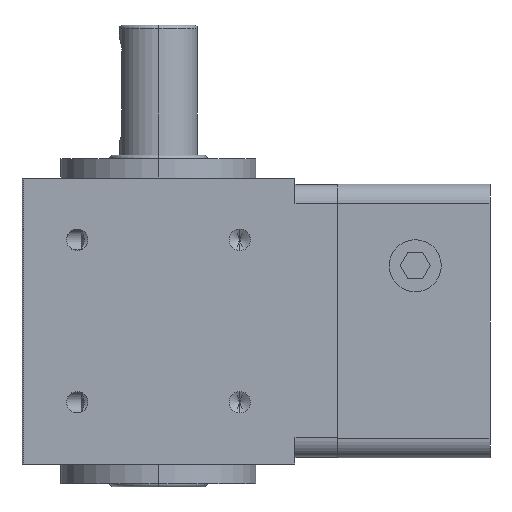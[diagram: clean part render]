
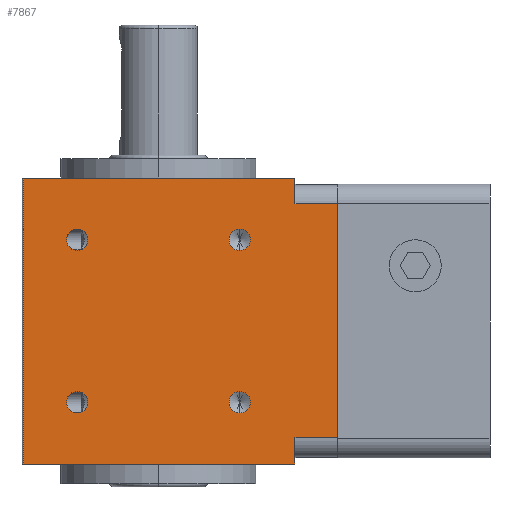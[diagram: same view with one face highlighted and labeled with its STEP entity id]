
A CAD part, left-side view. The second image highlights one B-rep face of the part: STEP entity #7867.
In plain terms, the highlighted planar face has unit normal (-1, 0, 0).
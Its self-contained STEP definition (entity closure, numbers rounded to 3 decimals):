
#243 = VERTEX_POINT ( 'NONE', #6712 ) ;
#278 = DIRECTION ( 'NONE',  ( -1., 0., 0. ) ) ;
#337 = VERTEX_POINT ( 'NONE', #5839 ) ;
#419 = EDGE_LOOP ( 'NONE', ( #2184, #1303 ) ) ;
#430 = PLANE ( 'NONE',  #2504 ) ;
#436 = DIRECTION ( 'NONE',  ( 0., 0., 1. ) ) ;
#471 = CARTESIAN_POINT ( 'NONE',  ( -21., 12.5, 12.5 ) ) ;
#492 = AXIS2_PLACEMENT_3D ( 'NONE', #2630, #3936, #2750 ) ;
#551 = ORIENTED_EDGE ( 'NONE', *, *, #1846, .F. ) ;
#554 = CARTESIAN_POINT ( 'NONE',  ( -21., -21., -22. ) ) ;
#573 = EDGE_CURVE ( 'NONE', #4292, #4195, #6330, .T. ) ;
#685 = ORIENTED_EDGE ( 'NONE', *, *, #5714, .F. ) ;
#690 = CARTESIAN_POINT ( 'NONE',  ( -21., 12.5, 12.5 ) ) ;
#698 = EDGE_CURVE ( 'NONE', #3998, #5441, #6810, .T. ) ;
#724 = EDGE_LOOP ( 'NONE', ( #551, #1602 ) ) ;
#773 = AXIS2_PLACEMENT_3D ( 'NONE', #7653, #7730, #436 ) ;
#897 = EDGE_CURVE ( 'NONE', #1572, #1596, #1668, .T. ) ;
#959 = ORIENTED_EDGE ( 'NONE', *, *, #2557, .T. ) ;
#960 = CARTESIAN_POINT ( 'NONE',  ( -21., 21., 22. ) ) ;
#992 = FACE_BOUND ( 'NONE', #1998, .T. ) ;
#1043 = EDGE_CURVE ( 'NONE', #6026, #4036, #5208, .T. ) ;
#1113 = DIRECTION ( 'NONE',  ( 0., 0., 1. ) ) ;
#1218 = DIRECTION ( 'NONE',  ( 0., 0., 1. ) ) ;
#1226 = AXIS2_PLACEMENT_3D ( 'NONE', #3375, #1856, #1218 ) ;
#1275 = AXIS2_PLACEMENT_3D ( 'NONE', #690, #3726, #7460 ) ;
#1303 = ORIENTED_EDGE ( 'NONE', *, *, #7312, .F. ) ;
#1313 = CARTESIAN_POINT ( 'NONE',  ( -21., -27.5, 21. ) ) ;
#1370 = CARTESIAN_POINT ( 'NONE',  ( -21., -21., -22. ) ) ;
#1450 = CARTESIAN_POINT ( 'NONE',  ( -21., -21., -18. ) ) ;
#1465 = VECTOR ( 'NONE', #7518, 1000. ) ;
#1562 = EDGE_CURVE ( 'NONE', #3595, #5441, #2691, .T. ) ;
#1572 = VERTEX_POINT ( 'NONE', #2732 ) ;
#1596 = VERTEX_POINT ( 'NONE', #2173 ) ;
#1602 = ORIENTED_EDGE ( 'NONE', *, *, #7912, .F. ) ;
#1655 = VECTOR ( 'NONE', #6387, 1000. ) ;
#1668 = LINE ( 'NONE', #2992, #7017 ) ;
#1675 = DIRECTION ( 'NONE',  ( 0., 0., 1. ) ) ;
#1846 = EDGE_CURVE ( 'NONE', #7883, #6218, #2031, .T. ) ;
#1856 = DIRECTION ( 'NONE',  ( -1., 0., 0. ) ) ;
#1876 = VECTOR ( 'NONE', #1675, 1000. ) ;
#1937 = VECTOR ( 'NONE', #2113, 1000. ) ;
#1983 = CARTESIAN_POINT ( 'NONE',  ( -21., -27.5, -18. ) ) ;
#1998 = EDGE_LOOP ( 'NONE', ( #6879, #2250 ) ) ;
#2031 = CIRCLE ( 'NONE', #1275, 1.65 ) ;
#2113 = DIRECTION ( 'NONE',  ( 0., 0., -1. ) ) ;
#2173 = CARTESIAN_POINT ( 'NONE',  ( -21., -21., -22. ) ) ;
#2184 = ORIENTED_EDGE ( 'NONE', *, *, #2949, .F. ) ;
#2250 = ORIENTED_EDGE ( 'NONE', *, *, #7031, .F. ) ;
#2393 = DIRECTION ( 'NONE',  ( -1., 0., 0. ) ) ;
#2504 = AXIS2_PLACEMENT_3D ( 'NONE', #7764, #278, #3897 ) ;
#2557 = EDGE_CURVE ( 'NONE', #1596, #3595, #7765, .T. ) ;
#2626 = CIRCLE ( 'NONE', #5696, 1.65 ) ;
#2630 = CARTESIAN_POINT ( 'NONE',  ( -21., -12.5, -12.5 ) ) ;
#2691 = LINE ( 'NONE', #1450, #1655 ) ;
#2732 = CARTESIAN_POINT ( 'NONE',  ( -21., 20.7, -22. ) ) ;
#2750 = DIRECTION ( 'NONE',  ( 0., 0., 1. ) ) ;
#2821 = AXIS2_PLACEMENT_3D ( 'NONE', #3851, #3226, #7472 ) ;
#2949 = EDGE_CURVE ( 'NONE', #4260, #337, #7363, .T. ) ;
#2992 = CARTESIAN_POINT ( 'NONE',  ( -21., 21., -22. ) ) ;
#3127 = ORIENTED_EDGE ( 'NONE', *, *, #6530, .T. ) ;
#3140 = ORIENTED_EDGE ( 'NONE', *, *, #1043, .F. ) ;
#3226 = DIRECTION ( 'NONE',  ( -1., 0., 0. ) ) ;
#3375 = CARTESIAN_POINT ( 'NONE',  ( -21., 12.5, -12.5 ) ) ;
#3595 = VERTEX_POINT ( 'NONE', #3986 ) ;
#3622 = CARTESIAN_POINT ( 'NONE',  ( -21., -12.5, 10.85 ) ) ;
#3654 = CARTESIAN_POINT ( 'NONE',  ( -21., -21., 22. ) ) ;
#3711 = EDGE_CURVE ( 'NONE', #243, #3998, #5189, .T. ) ;
#3726 = DIRECTION ( 'NONE',  ( -1., 0., 0. ) ) ;
#3820 = CIRCLE ( 'NONE', #773, 1.65 ) ;
#3851 = CARTESIAN_POINT ( 'NONE',  ( -21., 12.5, -12.5 ) ) ;
#3876 = EDGE_CURVE ( 'NONE', #4931, #1572, #4542, .T. ) ;
#3896 = CARTESIAN_POINT ( 'NONE',  ( -21., -27.5, 18. ) ) ;
#3897 = DIRECTION ( 'NONE',  ( 0., -1., 0. ) ) ;
#3906 = DIRECTION ( 'NONE',  ( 0., -1., 0. ) ) ;
#3936 = DIRECTION ( 'NONE',  ( -1., 0., 0. ) ) ;
#3947 = ORIENTED_EDGE ( 'NONE', *, *, #3876, .T. ) ;
#3949 = LINE ( 'NONE', #960, #7178 ) ;
#3986 = CARTESIAN_POINT ( 'NONE',  ( -21., -21., -18. ) ) ;
#3998 = VERTEX_POINT ( 'NONE', #3896 ) ;
#4018 = ORIENTED_EDGE ( 'NONE', *, *, #897, .T. ) ;
#4036 = VERTEX_POINT ( 'NONE', #5915 ) ;
#4062 = FACE_OUTER_BOUND ( 'NONE', #6442, .T. ) ;
#4077 = EDGE_LOOP ( 'NONE', ( #685, #3140 ) ) ;
#4107 = DIRECTION ( 'NONE',  ( 0., -1., 0. ) ) ;
#4174 = DIRECTION ( 'NONE',  ( 0., -1., 0. ) ) ;
#4195 = VERTEX_POINT ( 'NONE', #3622 ) ;
#4260 = VERTEX_POINT ( 'NONE', #6802 ) ;
#4292 = VERTEX_POINT ( 'NONE', #5789 ) ;
#4334 = DIRECTION ( 'NONE',  ( -1., 0., 0. ) ) ;
#4542 = LINE ( 'NONE', #5063, #1937 ) ;
#4637 = VERTEX_POINT ( 'NONE', #3654 ) ;
#4761 = CARTESIAN_POINT ( 'NONE',  ( -21., 20.7, 22. ) ) ;
#4819 = DIRECTION ( 'NONE',  ( 0., 0., 1. ) ) ;
#4931 = VERTEX_POINT ( 'NONE', #4761 ) ;
#5063 = CARTESIAN_POINT ( 'NONE',  ( -21., 20.7, -22. ) ) ;
#5189 = LINE ( 'NONE', #5348, #5641 ) ;
#5208 = CIRCLE ( 'NONE', #7529, 1.65 ) ;
#5305 = FACE_BOUND ( 'NONE', #419, .T. ) ;
#5346 = CARTESIAN_POINT ( 'NONE',  ( -21., -12.5, 12.5 ) ) ;
#5348 = CARTESIAN_POINT ( 'NONE',  ( -21., -21., 18. ) ) ;
#5431 = ORIENTED_EDGE ( 'NONE', *, *, #698, .F. ) ;
#5441 = VERTEX_POINT ( 'NONE', #1983 ) ;
#5593 = CIRCLE ( 'NONE', #492, 1.65 ) ;
#5641 = VECTOR ( 'NONE', #4107, 1000. ) ;
#5696 = AXIS2_PLACEMENT_3D ( 'NONE', #471, #2393, #4819 ) ;
#5714 = EDGE_CURVE ( 'NONE', #4036, #6026, #5593, .T. ) ;
#5777 = DIRECTION ( 'NONE',  ( 0., 0., 1. ) ) ;
#5789 = CARTESIAN_POINT ( 'NONE',  ( -21., -12.5, 14.15 ) ) ;
#5839 = CARTESIAN_POINT ( 'NONE',  ( -21., 12.5, -14.15 ) ) ;
#5915 = CARTESIAN_POINT ( 'NONE',  ( -21., -12.5, -10.85 ) ) ;
#5960 = ORIENTED_EDGE ( 'NONE', *, *, #3711, .F. ) ;
#5982 = CARTESIAN_POINT ( 'NONE',  ( -21., 12.5, 10.85 ) ) ;
#6026 = VERTEX_POINT ( 'NONE', #7875 ) ;
#6151 = CIRCLE ( 'NONE', #2821, 1.65 ) ;
#6218 = VERTEX_POINT ( 'NONE', #5982 ) ;
#6268 = CARTESIAN_POINT ( 'NONE',  ( -21., -12.5, -12.5 ) ) ;
#6330 = CIRCLE ( 'NONE', #7232, 1.65 ) ;
#6335 = ORIENTED_EDGE ( 'NONE', *, *, #1562, .T. ) ;
#6387 = DIRECTION ( 'NONE',  ( 0., -1., 0. ) ) ;
#6417 = ORIENTED_EDGE ( 'NONE', *, *, #7111, .F. ) ;
#6442 = EDGE_LOOP ( 'NONE', ( #6417, #3947, #4018, #959, #6335, #5431, #5960, #3127 ) ) ;
#6491 = FACE_BOUND ( 'NONE', #724, .T. ) ;
#6507 = VECTOR ( 'NONE', #5777, 1000. ) ;
#6529 = FACE_BOUND ( 'NONE', #4077, .T. ) ;
#6530 = EDGE_CURVE ( 'NONE', #243, #4637, #6984, .T. ) ;
#6645 = CARTESIAN_POINT ( 'NONE',  ( -21., 12.5, 14.15 ) ) ;
#6712 = CARTESIAN_POINT ( 'NONE',  ( -21., -21., 18. ) ) ;
#6802 = CARTESIAN_POINT ( 'NONE',  ( -21., 12.5, -10.85 ) ) ;
#6810 = LINE ( 'NONE', #1313, #1465 ) ;
#6879 = ORIENTED_EDGE ( 'NONE', *, *, #573, .F. ) ;
#6984 = LINE ( 'NONE', #1370, #6507 ) ;
#7017 = VECTOR ( 'NONE', #4174, 1000. ) ;
#7031 = EDGE_CURVE ( 'NONE', #4195, #4292, #3820, .T. ) ;
#7111 = EDGE_CURVE ( 'NONE', #4931, #4637, #3949, .T. ) ;
#7178 = VECTOR ( 'NONE', #3906, 1000. ) ;
#7232 = AXIS2_PLACEMENT_3D ( 'NONE', #5346, #7803, #1113 ) ;
#7312 = EDGE_CURVE ( 'NONE', #337, #4260, #6151, .T. ) ;
#7355 = DIRECTION ( 'NONE',  ( 0., 0., 1. ) ) ;
#7363 = CIRCLE ( 'NONE', #1226, 1.65 ) ;
#7460 = DIRECTION ( 'NONE',  ( 0., 0., 1. ) ) ;
#7472 = DIRECTION ( 'NONE',  ( 0., 0., 1. ) ) ;
#7518 = DIRECTION ( 'NONE',  ( 0., 0., -1. ) ) ;
#7529 = AXIS2_PLACEMENT_3D ( 'NONE', #6268, #4334, #7355 ) ;
#7653 = CARTESIAN_POINT ( 'NONE',  ( -21., -12.5, 12.5 ) ) ;
#7730 = DIRECTION ( 'NONE',  ( -1., 0., 0. ) ) ;
#7764 = CARTESIAN_POINT ( 'NONE',  ( -21., 21., -22. ) ) ;
#7765 = LINE ( 'NONE', #554, #1876 ) ;
#7803 = DIRECTION ( 'NONE',  ( -1., 0., 0. ) ) ;
#7867 = ADVANCED_FACE ( 'NONE', ( #4062, #5305, #6491, #992, #6529 ), #430, .T. ) ;
#7875 = CARTESIAN_POINT ( 'NONE',  ( -21., -12.5, -14.15 ) ) ;
#7883 = VERTEX_POINT ( 'NONE', #6645 ) ;
#7912 = EDGE_CURVE ( 'NONE', #6218, #7883, #2626, .T. ) ;
